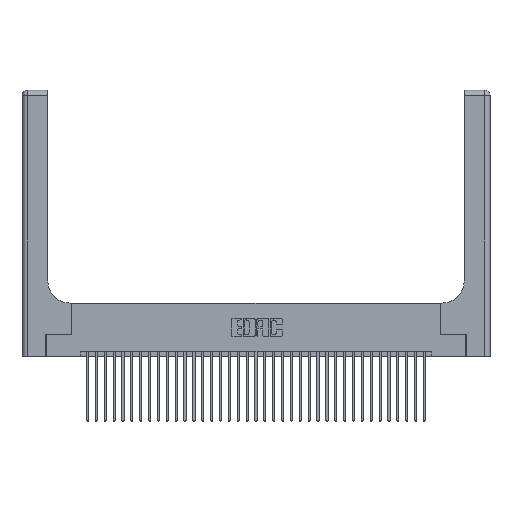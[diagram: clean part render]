
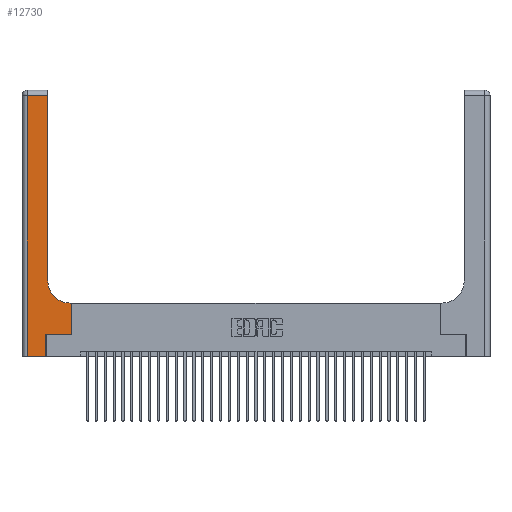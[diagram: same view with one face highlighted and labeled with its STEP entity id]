
A CAD part, top view. The second image highlights one B-rep face of the part: STEP entity #12730.
In plain terms, the highlighted planar face has unit normal (0, 0, 1).
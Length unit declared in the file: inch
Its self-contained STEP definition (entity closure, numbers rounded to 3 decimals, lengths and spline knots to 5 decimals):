
#285 = AXIS2_PLACEMENT_3D ( 'NONE', #33430, #14526, #690 ) ;
#690 = DIRECTION ( 'NONE',  ( 1., 0., 0. ) ) ;
#816 = CARTESIAN_POINT ( 'NONE',  ( 0.5585, 0.6, 0.37 ) ) ;
#853 = EDGE_CURVE ( 'NONE', #29183, #24520, #11981, .T. ) ;
#2091 = LINE ( 'NONE', #19489, #7827 ) ;
#2099 = FACE_OUTER_BOUND ( 'NONE', #9519, .T. ) ;
#2158 = CARTESIAN_POINT ( 'NONE',  ( 0.5585, 0.25, 0.37 ) ) ;
#2272 = CARTESIAN_POINT ( 'NONE',  ( 0.269, 0., 0.37 ) ) ;
#2312 = CARTESIAN_POINT ( 'NONE',  ( 0.269, 0.25, 0.37 ) ) ;
#2425 = VERTEX_POINT ( 'NONE', #20687 ) ;
#2596 = VECTOR ( 'NONE', #29149, 39.37008 ) ;
#3023 = EDGE_CURVE ( 'NONE', #11699, #27563, #31524, .T. ) ;
#4154 = VECTOR ( 'NONE', #5039, 39.37008 ) ;
#4362 = VERTEX_POINT ( 'NONE', #8792 ) ;
#4712 = ORIENTED_EDGE ( 'NONE', *, *, #24877, .T. ) ;
#5039 = DIRECTION ( 'NONE',  ( 0., 1., 0. ) ) ;
#5272 = EDGE_CURVE ( 'NONE', #8285, #6103, #2091, .T. ) ;
#5462 = LINE ( 'NONE', #2272, #10683 ) ;
#5546 = CARTESIAN_POINT ( 'NONE',  ( 0.2915, 3., 0.37 ) ) ;
#5653 = DIRECTION ( 'NONE',  ( 0., 1., 0. ) ) ;
#5739 = CARTESIAN_POINT ( 'NONE',  ( 0.269, 0., 0.37 ) ) ;
#6103 = VERTEX_POINT ( 'NONE', #28394 ) ;
#6414 = ORIENTED_EDGE ( 'NONE', *, *, #27728, .T. ) ;
#6528 = DIRECTION ( 'NONE',  ( -1., 0., 0. ) ) ;
#7824 = VECTOR ( 'NONE', #6528, 39.37008 ) ;
#7827 = VECTOR ( 'NONE', #33351, 39.37008 ) ;
#8285 = VERTEX_POINT ( 'NONE', #23774 ) ;
#8792 = CARTESIAN_POINT ( 'NONE',  ( 0.5415, 0.6, 0.37 ) ) ;
#9461 = VECTOR ( 'NONE', #5653, 39.37008 ) ;
#9519 = EDGE_LOOP ( 'NONE', ( #24878, #12710, #4712, #28479, #27498, #11152, #10258, #6414, #25188 ) ) ;
#10139 = LINE ( 'NONE', #25269, #14079 ) ;
#10258 = ORIENTED_EDGE ( 'NONE', *, *, #853, .T. ) ;
#10365 = CARTESIAN_POINT ( 'NONE',  ( 0.06, 0., 0.37 ) ) ;
#10683 = VECTOR ( 'NONE', #21837, 39.37008 ) ;
#11152 = ORIENTED_EDGE ( 'NONE', *, *, #12351, .T. ) ;
#11699 = VERTEX_POINT ( 'NONE', #10365 ) ;
#11751 = LINE ( 'NONE', #2312, #2596 ) ;
#11981 = LINE ( 'NONE', #2158, #4154 ) ;
#12091 = LINE ( 'NONE', #5546, #9461 ) ;
#12324 = EDGE_CURVE ( 'NONE', #4362, #16319, #28377, .T. ) ;
#12351 = EDGE_CURVE ( 'NONE', #2425, #29183, #11751, .T. ) ;
#12710 = ORIENTED_EDGE ( 'NONE', *, *, #5272, .T. ) ;
#12730 = ADVANCED_FACE ( 'NONE', ( #2099 ), #18359, .F. ) ;
#13643 = DIRECTION ( 'NONE',  ( 1., 0., 0. ) ) ;
#14079 = VECTOR ( 'NONE', #30902, 39.37008 ) ;
#14355 = LINE ( 'NONE', #31238, #7824 ) ;
#14526 = DIRECTION ( 'NONE',  ( 0., 0., -1. ) ) ;
#16307 = DIRECTION ( 'NONE',  ( -1., 0., 0. ) ) ;
#16319 = VERTEX_POINT ( 'NONE', #34977 ) ;
#16695 = VECTOR ( 'NONE', #13643, 39.37008 ) ;
#17487 = CARTESIAN_POINT ( 'NONE',  ( 0., 3., 0.37 ) ) ;
#18359 = PLANE ( 'NONE',  #19995 ) ;
#19310 = CARTESIAN_POINT ( 'NONE',  ( 0.5585, 0.25, 0.37 ) ) ;
#19431 = DIRECTION ( 'NONE',  ( 0., 0., -1. ) ) ;
#19489 = CARTESIAN_POINT ( 'NONE',  ( 0., 2.94, 0.37 ) ) ;
#19669 = EDGE_CURVE ( 'NONE', #16319, #8285, #12091, .T. ) ;
#19995 = AXIS2_PLACEMENT_3D ( 'NONE', #17487, #19431, #16307 ) ;
#20687 = CARTESIAN_POINT ( 'NONE',  ( 0.269, 0.25, 0.37 ) ) ;
#20826 = CARTESIAN_POINT ( 'NONE',  ( 0., 0., 0.37 ) ) ;
#21837 = DIRECTION ( 'NONE',  ( 0., 1., 0. ) ) ;
#23774 = CARTESIAN_POINT ( 'NONE',  ( 0.2915, 2.94, 0.37 ) ) ;
#24520 = VERTEX_POINT ( 'NONE', #816 ) ;
#24877 = EDGE_CURVE ( 'NONE', #6103, #11699, #10139, .T. ) ;
#24878 = ORIENTED_EDGE ( 'NONE', *, *, #19669, .T. ) ;
#25188 = ORIENTED_EDGE ( 'NONE', *, *, #12324, .T. ) ;
#25269 = CARTESIAN_POINT ( 'NONE',  ( 0.06, 3., 0.37 ) ) ;
#27498 = ORIENTED_EDGE ( 'NONE', *, *, #35440, .T. ) ;
#27563 = VERTEX_POINT ( 'NONE', #5739 ) ;
#27728 = EDGE_CURVE ( 'NONE', #24520, #4362, #14355, .T. ) ;
#28377 = CIRCLE ( 'NONE', #285, 0.25 ) ;
#28394 = CARTESIAN_POINT ( 'NONE',  ( 0.06, 2.94, 0.37 ) ) ;
#28479 = ORIENTED_EDGE ( 'NONE', *, *, #3023, .T. ) ;
#29149 = DIRECTION ( 'NONE',  ( 1., 0., 0. ) ) ;
#29183 = VERTEX_POINT ( 'NONE', #19310 ) ;
#30902 = DIRECTION ( 'NONE',  ( 0., -1., 0. ) ) ;
#31238 = CARTESIAN_POINT ( 'NONE',  ( 0.2915, 0.6, 0.37 ) ) ;
#31524 = LINE ( 'NONE', #20826, #16695 ) ;
#33351 = DIRECTION ( 'NONE',  ( -1., 0., 0. ) ) ;
#33430 = CARTESIAN_POINT ( 'NONE',  ( 0.5415, 0.85, 0.37 ) ) ;
#34977 = CARTESIAN_POINT ( 'NONE',  ( 0.2915, 0.85, 0.37 ) ) ;
#35440 = EDGE_CURVE ( 'NONE', #27563, #2425, #5462, .T. ) ;
